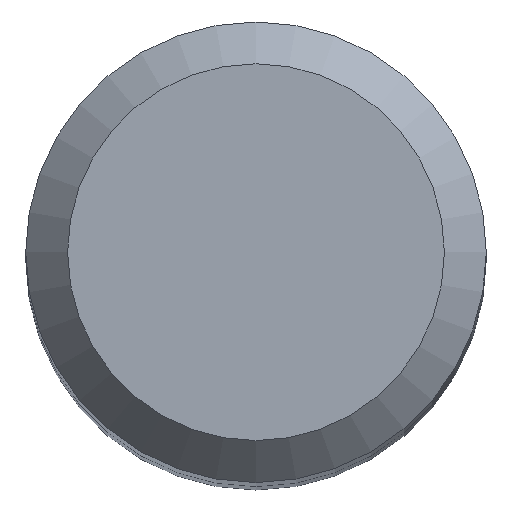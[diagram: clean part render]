
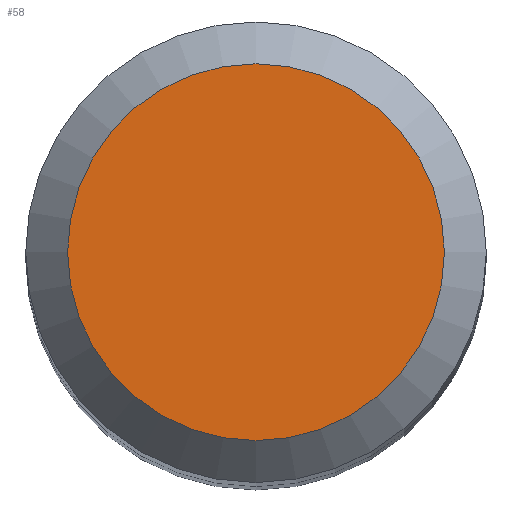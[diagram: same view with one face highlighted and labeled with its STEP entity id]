
A CAD part, top view. The second image highlights one B-rep face of the part: STEP entity #58.
In plain terms, the highlighted planar face has unit normal (0, 0, 1).
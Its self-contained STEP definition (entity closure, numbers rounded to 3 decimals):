
#5 = FACE_OUTER_BOUND ( 'NONE', #202, .T. ) ;
#20 = CARTESIAN_POINT ( 'NONE',  ( 0., 0., 84. ) ) ;
#21 = PLANE ( 'NONE',  #167 ) ;
#58 = ADVANCED_FACE ( 'NONE', ( #5 ), #21, .F. ) ;
#98 = DIRECTION ( 'NONE',  ( 0., 1., 0. ) ) ;
#107 = AXIS2_PLACEMENT_3D ( 'NONE', #20, #190, #98 ) ;
#143 = ORIENTED_EDGE ( 'NONE', *, *, #174, .F. ) ;
#144 = DIRECTION ( 'NONE',  ( 0., 0., -1. ) ) ;
#146 = CARTESIAN_POINT ( 'NONE',  ( 0., 0., 84. ) ) ;
#164 = CARTESIAN_POINT ( 'NONE',  ( 0., 3.6, 84. ) ) ;
#167 = AXIS2_PLACEMENT_3D ( 'NONE', #146, #144, #194 ) ;
#174 = EDGE_CURVE ( 'NONE', #192, #192, #185, .T. ) ;
#185 = CIRCLE ( 'NONE', #107, 3.6 ) ;
#190 = DIRECTION ( 'NONE',  ( 0., 0., -1. ) ) ;
#192 = VERTEX_POINT ( 'NONE', #164 ) ;
#194 = DIRECTION ( 'NONE',  ( 0., 1., 0. ) ) ;
#202 = EDGE_LOOP ( 'NONE', ( #143 ) ) ;
